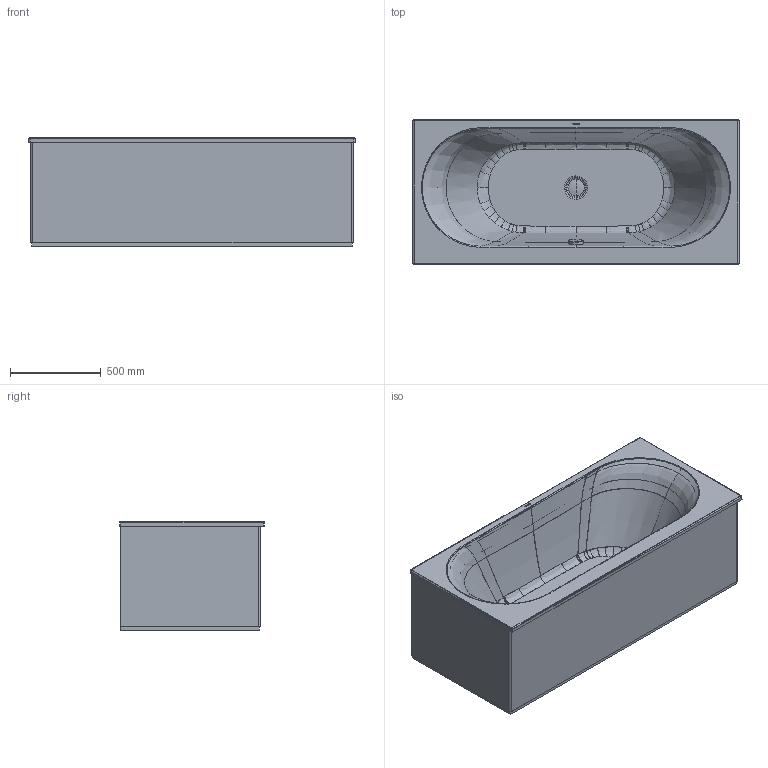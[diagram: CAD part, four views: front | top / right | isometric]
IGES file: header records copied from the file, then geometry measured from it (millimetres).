
Global section: file name: No Iges File Name specified; native system: Autodesk Inventor 2011; preprocessor: AutoDesk Inventor Iges Exporter R2011; author: Administrator; date: 20110518.204038; units: millimetre
Bounding box: 1800.12 x 800.27 x 600.12 mm (x, y, z)
Volume: 28123913.6 mm3; surface area: 9195945.2 mm2
Topology: 4 solids, 4 shells, 609 faces, 3984 edges, 3910 vertices
Faces by surface type: bspline 270, plane 265, revolution 46, cylinder 18, torus 8, cone 2
